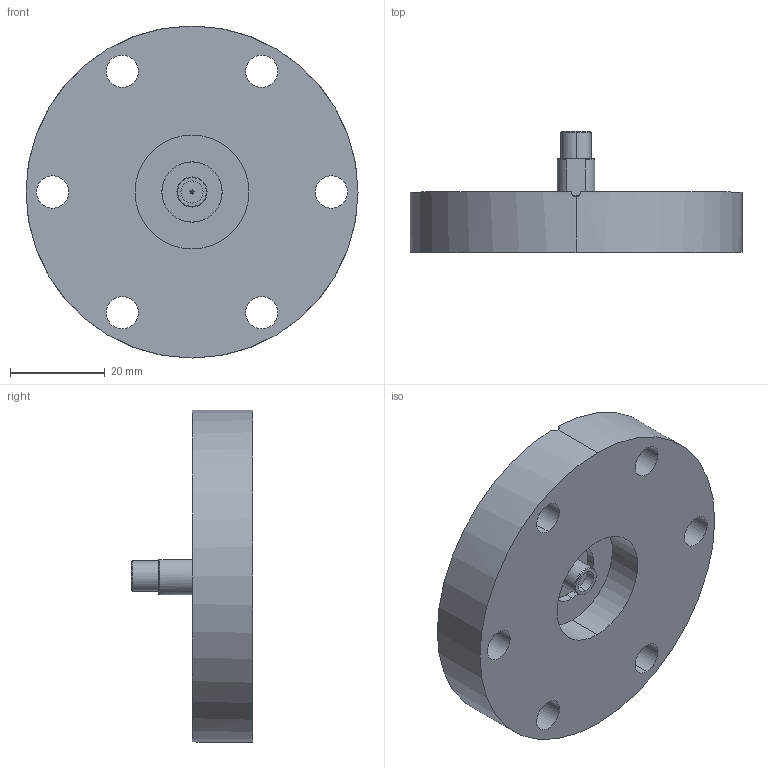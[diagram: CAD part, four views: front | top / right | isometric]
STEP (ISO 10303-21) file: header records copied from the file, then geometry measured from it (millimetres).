
FILE_DESCRIPTION (( 'STEP AP214' ), '1' );
FILE_NAME ('242-SMAD18G-C40.STEP', '2017-09-12T12:58:47', ( '' ), ( '' ), 'SwSTEP 2.0', 'SolidWorks 2014', '' );
FILE_SCHEMA (( 'AUTOMOTIVE_DESIGN' ));
Length unit declared in the file: millimetre
Products named in the file (3): 242-SMAD18G-C40; 242-SMAD18G-W; 9242-SMAD18G-C40_DN40 CF
Assembly tree (2 placements, depth 2):
  242-SMAD18G-C40
    9242-SMAD18G-C40_DN40 CF
    242-SMAD18G-W
Bounding box: 69.9 x 25.5 x 69.9 mm (x, y, z)
Volume: 40730.2 mm3; surface area: 13507.5 mm2
Topology: 3 solids, 3 shells, 73 faces, 167 edges, 109 vertices
Faces by surface type: cylinder 44, plane 19, cone 10
Entity records: 2306 total; most frequent: CARTESIAN_POINT 426, DIRECTION 411, ORIENTED_EDGE 334, AXIS2_PLACEMENT_3D 176, EDGE_CURVE 167, VERTEX_POINT 109, CIRCLE 98, EDGE_LOOP 98
